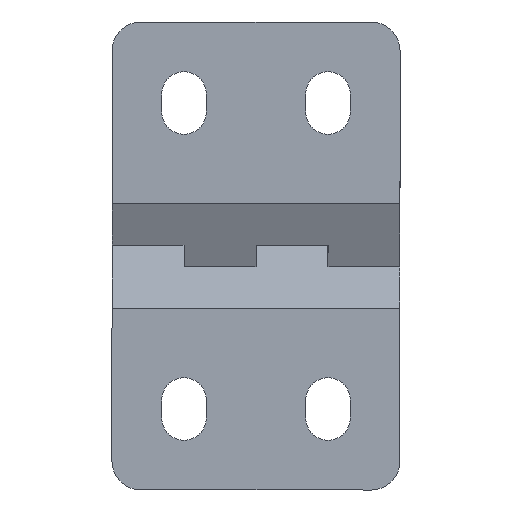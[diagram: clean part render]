
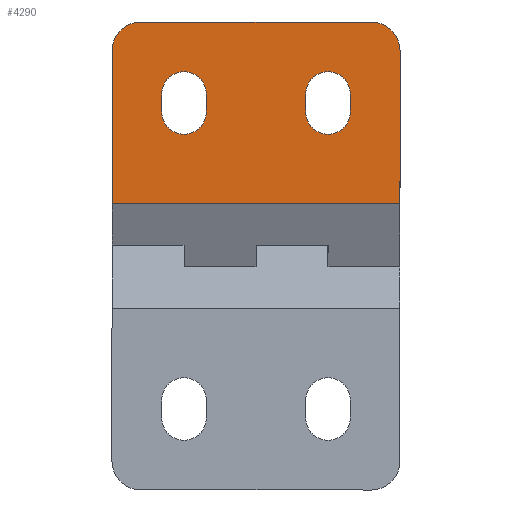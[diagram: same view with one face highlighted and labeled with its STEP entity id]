
A CAD part, left-side view. The second image highlights one B-rep face of the part: STEP entity #4290.
In plain terms, the highlighted planar face has unit normal (-1, 0, 0).
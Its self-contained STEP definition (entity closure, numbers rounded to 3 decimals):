
#2244=CIRCLE('',#4084,4.);
#2245=CIRCLE('',#4085,4.);
#2246=CIRCLE('',#4086,3.1);
#2247=CIRCLE('',#4087,3.1);
#2248=CIRCLE('',#4088,3.1);
#2249=CIRCLE('',#4089,3.1);
#2333=ORIENTED_EDGE('',*,*,#3185,.T.);
#2334=ORIENTED_EDGE('',*,*,#3186,.F.);
#2335=ORIENTED_EDGE('',*,*,#3187,.F.);
#2336=ORIENTED_EDGE('',*,*,#3188,.F.);
#2337=ORIENTED_EDGE('',*,*,#3179,.T.);
#2338=ORIENTED_EDGE('',*,*,#3189,.F.);
#2339=ORIENTED_EDGE('',*,*,#3190,.F.);
#2340=ORIENTED_EDGE('',*,*,#3191,.F.);
#2341=ORIENTED_EDGE('',*,*,#3192,.F.);
#2342=ORIENTED_EDGE('',*,*,#3193,.F.);
#2343=ORIENTED_EDGE('',*,*,#3194,.F.);
#2344=ORIENTED_EDGE('',*,*,#3195,.F.);
#2345=ORIENTED_EDGE('',*,*,#3196,.F.);
#2346=ORIENTED_EDGE('',*,*,#3197,.F.);
#2747=VECTOR('',#3629,1.);
#2751=VECTOR('',#3639,1.);
#2752=VECTOR('',#3642,1.);
#2753=VECTOR('',#3643,1.);
#2754=VECTOR('',#3648,1.);
#2755=VECTOR('',#3651,1.);
#2756=VECTOR('',#3654,1.);
#2757=VECTOR('',#3657,1.);
#2889=LINE('',#4429,#2747);
#2893=LINE('',#4441,#2751);
#2894=LINE('',#4445,#2752);
#2895=LINE('',#4446,#2753);
#2896=LINE('',#4452,#2754);
#2897=LINE('',#4455,#2755);
#2898=LINE('',#4460,#2756);
#2899=LINE('',#4463,#2757);
#3036=VERTEX_POINT('',#4427);
#3037=VERTEX_POINT('',#4428);
#3041=VERTEX_POINT('',#4439);
#3042=VERTEX_POINT('',#4440);
#3043=VERTEX_POINT('',#4442);
#3044=VERTEX_POINT('',#4444);
#3045=VERTEX_POINT('',#4448);
#3046=VERTEX_POINT('',#4449);
#3047=VERTEX_POINT('',#4451);
#3048=VERTEX_POINT('',#4453);
#3049=VERTEX_POINT('',#4456);
#3050=VERTEX_POINT('',#4457);
#3051=VERTEX_POINT('',#4459);
#3052=VERTEX_POINT('',#4461);
#3179=EDGE_CURVE('',#3036,#3037,#2889,.T.);
#3185=EDGE_CURVE('',#3041,#3042,#2893,.T.);
#3186=EDGE_CURVE('',#3043,#3042,#2244,.T.);
#3187=EDGE_CURVE('',#3044,#3043,#2894,.T.);
#3188=EDGE_CURVE('',#3036,#3044,#2895,.T.);
#3189=EDGE_CURVE('',#3041,#3037,#2245,.T.);
#3190=EDGE_CURVE('',#3045,#3046,#2246,.T.);
#3191=EDGE_CURVE('',#3047,#3045,#2896,.T.);
#3192=EDGE_CURVE('',#3048,#3047,#2247,.T.);
#3193=EDGE_CURVE('',#3046,#3048,#2897,.T.);
#3194=EDGE_CURVE('',#3049,#3050,#2248,.T.);
#3195=EDGE_CURVE('',#3051,#3049,#2898,.T.);
#3196=EDGE_CURVE('',#3052,#3051,#2249,.T.);
#3197=EDGE_CURVE('',#3050,#3052,#2899,.T.);
#3378=EDGE_LOOP('',(#2333,#2334,#2335,#2336,#2337,#2338));
#3379=EDGE_LOOP('',(#2339,#2340,#2341,#2342));
#3380=EDGE_LOOP('',(#2343,#2344,#2345,#2346));
#3490=FACE_BOUND('',#3378,.T.);
#3491=FACE_BOUND('',#3379,.T.);
#3492=FACE_BOUND('',#3380,.T.);
#3629=DIRECTION('',(0.,-21.252,0.));
#3637=DIRECTION('',(-1.,0.,0.));
#3638=DIRECTION('',(0.,1.,0.));
#3639=DIRECTION('',(0.,0.,32.));
#3640=DIRECTION('',(1.,0.,0.));
#3641=DIRECTION('',(0.,0.,4.));
#3642=DIRECTION('',(0.,-21.252,0.));
#3643=DIRECTION('',(0.,0.,40.));
#3644=DIRECTION('',(1.,0.,0.));
#3645=DIRECTION('',(0.,-4.,0.));
#3646=DIRECTION('',(-1.,0.,0.));
#3647=DIRECTION('',(0.,0.,3.1));
#3648=DIRECTION('',(0.,2.5,0.));
#3649=DIRECTION('',(-1.,0.,0.));
#3650=DIRECTION('',(0.,0.,-3.1));
#3651=DIRECTION('',(0.,-2.5,0.));
#3652=DIRECTION('',(-1.,0.,0.));
#3653=DIRECTION('',(0.,0.,3.1));
#3654=DIRECTION('',(0.,2.5,0.));
#3655=DIRECTION('',(-1.,0.,0.));
#3656=DIRECTION('',(0.,0.,-3.1));
#3657=DIRECTION('',(0.,-2.5,0.));
#4083=AXIS2_PLACEMENT_3D('',#4438,#3637,#3638);
#4084=AXIS2_PLACEMENT_3D('',#4443,#3640,#3641);
#4085=AXIS2_PLACEMENT_3D('',#4447,#3644,#3645);
#4086=AXIS2_PLACEMENT_3D('',#4450,#3646,#3647);
#4087=AXIS2_PLACEMENT_3D('',#4454,#3649,#3650);
#4088=AXIS2_PLACEMENT_3D('',#4458,#3652,#3653);
#4089=AXIS2_PLACEMENT_3D('',#4462,#3655,#3656);
#4241=PLANE('',#4083);
#4290=ADVANCED_FACE('',(#3490,#3491,#3492),#4241,.T.);
#4427=CARTESIAN_POINT('',(0.,-7.248,-20.));
#4428=CARTESIAN_POINT('',(0.,-28.5,-20.));
#4429=CARTESIAN_POINT('',(0.,-7.248,-20.));
#4438=CARTESIAN_POINT('',(0.,-8.,0.));
#4439=CARTESIAN_POINT('',(0.,-32.5,-16.));
#4440=CARTESIAN_POINT('',(0.,-32.5,16.));
#4441=CARTESIAN_POINT('',(0.,-32.5,-16.));
#4442=CARTESIAN_POINT('',(0.,-28.5,20.));
#4443=CARTESIAN_POINT('',(0.,-28.5,16.));
#4444=CARTESIAN_POINT('',(0.,-7.248,20.));
#4445=CARTESIAN_POINT('',(0.,-7.248,20.));
#4446=CARTESIAN_POINT('',(0.,-7.248,-20.));
#4447=CARTESIAN_POINT('',(0.,-28.5,-16.));
#4448=CARTESIAN_POINT('',(0.,-20.,13.1));
#4449=CARTESIAN_POINT('',(0.,-20.,6.9));
#4450=CARTESIAN_POINT('',(0.,-20.,10.));
#4451=CARTESIAN_POINT('',(0.,-22.5,13.1));
#4452=CARTESIAN_POINT('',(0.,-22.5,13.1));
#4453=CARTESIAN_POINT('',(0.,-22.5,6.9));
#4454=CARTESIAN_POINT('',(0.,-22.5,10.));
#4455=CARTESIAN_POINT('',(0.,-20.,6.9));
#4456=CARTESIAN_POINT('',(0.,-20.,-6.9));
#4457=CARTESIAN_POINT('',(0.,-20.,-13.1));
#4458=CARTESIAN_POINT('',(0.,-20.,-10.));
#4459=CARTESIAN_POINT('',(0.,-22.5,-6.9));
#4460=CARTESIAN_POINT('',(0.,-22.5,-6.9));
#4461=CARTESIAN_POINT('',(0.,-22.5,-13.1));
#4462=CARTESIAN_POINT('',(0.,-22.5,-10.));
#4463=CARTESIAN_POINT('',(0.,-20.,-13.1));
